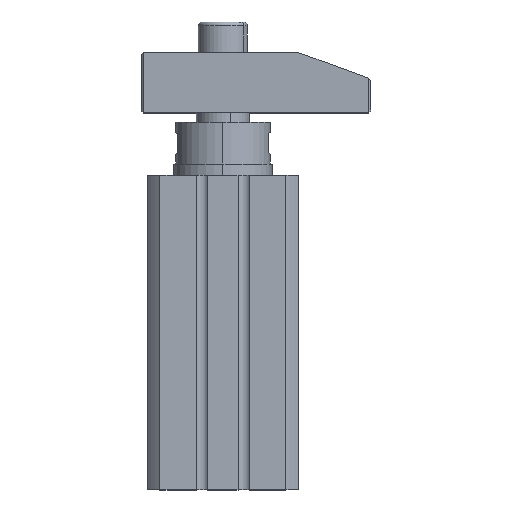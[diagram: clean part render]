
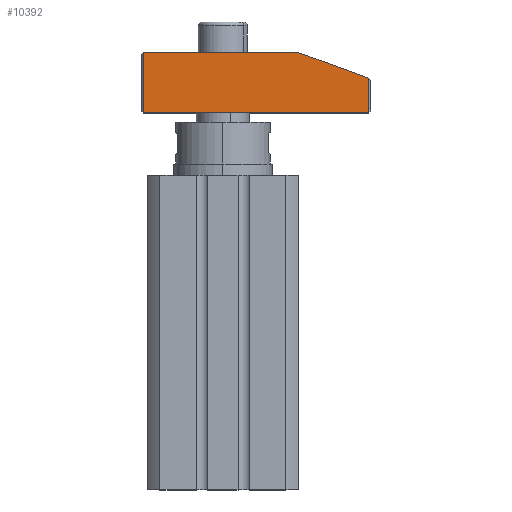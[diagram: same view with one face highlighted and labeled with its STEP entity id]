
A CAD part, top view. The second image highlights one B-rep face of the part: STEP entity #10392.
In plain terms, the highlighted face is planar.
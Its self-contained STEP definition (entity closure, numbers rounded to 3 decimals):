
#166 = CARTESIAN_POINT ( 'NONE',  ( 44.713, 114.902, 0. ) ) ;
#607 = LINE ( 'NONE', #166, #3162 ) ;
#808 = VECTOR ( 'NONE', #5803, 1000. ) ;
#1258 = CARTESIAN_POINT ( 'NONE',  ( 74.463, 114.902, 0. ) ) ;
#1375 = LINE ( 'NONE', #17290, #12297 ) ;
#1749 = ORIENTED_EDGE ( 'NONE', *, *, #3324, .F. ) ;
#2225 = DIRECTION ( 'NONE',  ( 0., 1., 0. ) ) ;
#2347 = CARTESIAN_POINT ( 'NONE',  ( 74.463, 98.902, 0. ) ) ;
#2458 = DIRECTION ( 'NONE',  ( -0.94, -0.342, 0. ) ) ;
#2508 = ORIENTED_EDGE ( 'NONE', *, *, #8230, .F. ) ;
#2825 = CARTESIAN_POINT ( 'NONE',  ( 14.963, 27.672, 0. ) ) ;
#3162 = VECTOR ( 'NONE', #10756, 1000. ) ;
#3268 = DIRECTION ( 'NONE',  ( 1., 0., 0. ) ) ;
#3324 = EDGE_CURVE ( 'NONE', #16385, #5257, #18191, .T. ) ;
#4194 = CARTESIAN_POINT ( 'NONE',  ( 14.963, 108.084, 0. ) ) ;
#4589 = CARTESIAN_POINT ( 'NONE',  ( 44.713, 27.672, 0. ) ) ;
#4862 = FACE_OUTER_BOUND ( 'NONE', #5185, .T. ) ;
#5097 = CARTESIAN_POINT ( 'NONE',  ( 74.463, 27.672, 0. ) ) ;
#5185 = EDGE_LOOP ( 'NONE', ( #6042, #2508, #1749, #7335, #14271 ) ) ;
#5257 = VERTEX_POINT ( 'NONE', #2347 ) ;
#5509 = VERTEX_POINT ( 'NONE', #1258 ) ;
#5674 = LINE ( 'NONE', #2825, #808 ) ;
#5803 = DIRECTION ( 'NONE',  ( 0., -1., 0. ) ) ;
#6042 = ORIENTED_EDGE ( 'NONE', *, *, #7298, .F. ) ;
#6292 = VECTOR ( 'NONE', #3268, 1000. ) ;
#7298 = EDGE_CURVE ( 'NONE', #5509, #8679, #607, .T. ) ;
#7335 = ORIENTED_EDGE ( 'NONE', *, *, #13309, .F. ) ;
#7869 = CARTESIAN_POINT ( 'NONE',  ( 44.713, 98.902, 0. ) ) ;
#8230 = EDGE_CURVE ( 'NONE', #5257, #5509, #8718, .T. ) ;
#8679 = VERTEX_POINT ( 'NONE', #17088 ) ;
#8718 = LINE ( 'NONE', #5097, #14583 ) ;
#9505 = AXIS2_PLACEMENT_3D ( 'NONE', #4589, #14734, #14991 ) ;
#10392 = ADVANCED_FACE ( 'NONE', ( #4862 ), #14869, .F. ) ;
#10756 = DIRECTION ( 'NONE',  ( -1., 0., 0. ) ) ;
#10922 = CARTESIAN_POINT ( 'NONE',  ( 14.963, 98.902, 0. ) ) ;
#12297 = VECTOR ( 'NONE', #2458, 1000. ) ;
#13309 = EDGE_CURVE ( 'NONE', #16919, #16385, #5674, .T. ) ;
#14271 = ORIENTED_EDGE ( 'NONE', *, *, #18369, .F. ) ;
#14583 = VECTOR ( 'NONE', #2225, 1000. ) ;
#14734 = DIRECTION ( 'NONE',  ( 0., 0., 1. ) ) ;
#14869 = PLANE ( 'NONE',  #9505 ) ;
#14991 = DIRECTION ( 'NONE',  ( 1., 0., 0. ) ) ;
#16385 = VERTEX_POINT ( 'NONE', #10922 ) ;
#16919 = VERTEX_POINT ( 'NONE', #4194 ) ;
#17088 = CARTESIAN_POINT ( 'NONE',  ( 33.695, 114.902, 0. ) ) ;
#17290 = CARTESIAN_POINT ( 'NONE',  ( 33.695, 114.902, 0. ) ) ;
#18191 = LINE ( 'NONE', #7869, #6292 ) ;
#18369 = EDGE_CURVE ( 'NONE', #8679, #16919, #1375, .T. ) ;
